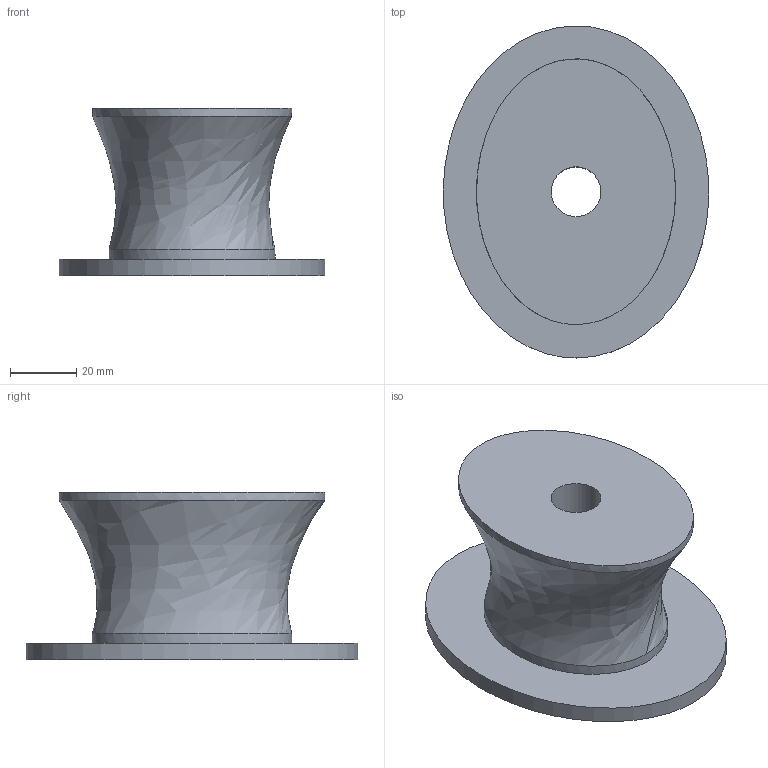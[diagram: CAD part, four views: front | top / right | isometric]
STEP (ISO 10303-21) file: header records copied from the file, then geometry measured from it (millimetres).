
FILE_DESCRIPTION(/* description */ ('','CAx-IF Rec.Pracs.---Representation and Presentation of Product Manufacturing Information (PMI)---4.0---2014-10-13'),/* implementation_level */ '2;1');
FILE_NAME(/* name */ 'R2_Hat.step',/* time_stamp */ '2025-01-01T18:17:09-05:00',/* author */ (''),/* organization */ (''),/* preprocessor_version */ 'ST-DEVELOPER v20',/* originating_system */ 'Autodesk Translation Framework v13.20.0.188',/* authorisation */ '');
FILE_SCHEMA (('AP242_MANAGED_MODEL_BASED_3D_ENGINEERING_MIM_LF { 1 0 10303 442 1 1 4 }'));
Length unit declared in the file: millimetre
Products named in the file (2): Main; tophat2 v2
Assembly tree (1 placements, depth 2):
  Main
    tophat2 v2
Bounding box: 79.92 x 99.98 x 50.5 mm (x, y, z)
Volume: 139307 mm3; surface area: 26003.1 mm2
Topology: 1 solids, 1 shells, 8 faces, 14 edges, 9 vertices
Faces by surface type: bspline 4, plane 3, cylinder 1
Full cylindrical faces by diameter (mm): 15 x1
Entity records: 386 total; most frequent: CARTESIAN_POINT 157, DIRECTION 39, ORIENTED_EDGE 28, AXIS2_PLACEMENT_3D 17, EDGE_CURVE 14, EDGE_LOOP 11, VERTEX_POINT 9, FACE_OUTER_BOUND 8
